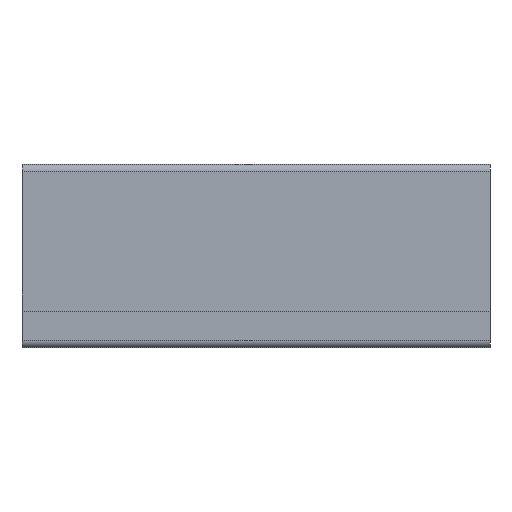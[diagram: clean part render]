
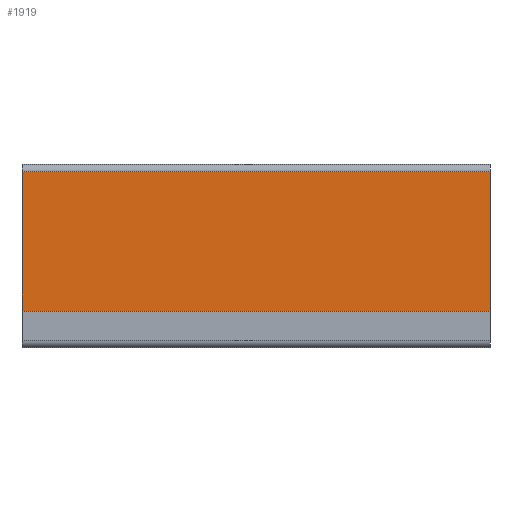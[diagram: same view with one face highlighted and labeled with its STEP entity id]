
A CAD part, front view. The second image highlights one B-rep face of the part: STEP entity #1919.
In plain terms, the highlighted planar face has unit normal (0, -1, 0).
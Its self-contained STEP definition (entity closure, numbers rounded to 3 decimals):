
#89 = PLANE('',#90);
#90 = AXIS2_PLACEMENT_3D('',#91,#92,#93);
#91 = CARTESIAN_POINT('',(-25.5,40.,0.));
#92 = DIRECTION('',(1.,0.,-0.));
#93 = DIRECTION('',(0.,-1.,0.));
#345 = VERTEX_POINT('',#346);
#346 = CARTESIAN_POINT('',(-25.5,-17.,19.2));
#365 = CYLINDRICAL_SURFACE('',#366,0.8);
#366 = AXIS2_PLACEMENT_3D('',#367,#368,#369);
#367 = CARTESIAN_POINT('',(-25.5,-16.2,19.2));
#368 = DIRECTION('',(1.,0.,0.));
#369 = DIRECTION('',(0.,-1.,-0.));
#377 = EDGE_CURVE('',#378,#345,#380,.T.);
#378 = VERTEX_POINT('',#379);
#379 = CARTESIAN_POINT('',(-25.5,-17.,4.));
#380 = SURFACE_CURVE('',#381,(#385,#392),.PCURVE_S1.);
#381 = LINE('',#382,#383);
#382 = CARTESIAN_POINT('',(-25.5,-17.,0.));
#383 = VECTOR('',#384,1.);
#384 = DIRECTION('',(0.,0.,1.));
#385 = PCURVE('',#89,#386);
#386 = DEFINITIONAL_REPRESENTATION('',(#387),#391);
#387 = LINE('',#388,#389);
#388 = CARTESIAN_POINT('',(57.,0.));
#389 = VECTOR('',#390,1.);
#390 = DIRECTION('',(0.,-1.));
#391 = ( GEOMETRIC_REPRESENTATION_CONTEXT(2) 
PARAMETRIC_REPRESENTATION_CONTEXT() REPRESENTATION_CONTEXT('2D SPACE',''
  ) );
#392 = PCURVE('',#393,#398);
#393 = PLANE('',#394);
#394 = AXIS2_PLACEMENT_3D('',#395,#396,#397);
#395 = CARTESIAN_POINT('',(-25.5,-17.,0.));
#396 = DIRECTION('',(0.,1.,0.));
#397 = DIRECTION('',(1.,0.,0.));
#398 = DEFINITIONAL_REPRESENTATION('',(#399),#403);
#399 = LINE('',#400,#401);
#400 = CARTESIAN_POINT('',(0.,0.));
#401 = VECTOR('',#402,1.);
#402 = DIRECTION('',(0.,-1.));
#403 = ( GEOMETRIC_REPRESENTATION_CONTEXT(2) 
PARAMETRIC_REPRESENTATION_CONTEXT() REPRESENTATION_CONTEXT('2D SPACE',''
  ) );
#421 = PLANE('',#422);
#422 = AXIS2_PLACEMENT_3D('',#423,#424,#425);
#423 = CARTESIAN_POINT('',(0.,0.,4.));
#424 = DIRECTION('',(0.,0.,1.));
#425 = DIRECTION('',(1.,0.,-0.));
#878 = PLANE('',#879);
#879 = AXIS2_PLACEMENT_3D('',#880,#881,#882);
#880 = CARTESIAN_POINT('',(25.5,-40.,0.));
#881 = DIRECTION('',(-1.,0.,0.));
#882 = DIRECTION('',(0.,1.,0.));
#1830 = VERTEX_POINT('',#1831);
#1831 = CARTESIAN_POINT('',(25.5,-17.,4.));
#1852 = EDGE_CURVE('',#1830,#378,#1853,.T.);
#1853 = SURFACE_CURVE('',#1854,(#1858,#1864),.PCURVE_S1.);
#1854 = LINE('',#1855,#1856);
#1855 = CARTESIAN_POINT('',(-12.75,-17.,4.));
#1856 = VECTOR('',#1857,1.);
#1857 = DIRECTION('',(-1.,0.,0.));
#1858 = PCURVE('',#421,#1859);
#1859 = DEFINITIONAL_REPRESENTATION('',(#1860),#1863);
#1860 = B_SPLINE_CURVE_WITH_KNOTS('',1,(#1861,#1862),.UNSPECIFIED.,.F.,
  .F.,(2,2),(-38.25,12.75),.PIECEWISE_BEZIER_KNOTS.);
#1861 = CARTESIAN_POINT('',(25.5,-17.));
#1862 = CARTESIAN_POINT('',(-25.5,-17.));
#1863 = ( GEOMETRIC_REPRESENTATION_CONTEXT(2) 
PARAMETRIC_REPRESENTATION_CONTEXT() REPRESENTATION_CONTEXT('2D SPACE',''
  ) );
#1864 = PCURVE('',#393,#1865);
#1865 = DEFINITIONAL_REPRESENTATION('',(#1866),#1869);
#1866 = B_SPLINE_CURVE_WITH_KNOTS('',1,(#1867,#1868),.UNSPECIFIED.,.F.,
  .F.,(2,2),(-38.25,12.75),.PIECEWISE_BEZIER_KNOTS.);
#1867 = CARTESIAN_POINT('',(51.,-4.));
#1868 = CARTESIAN_POINT('',(0.,-4.));
#1869 = ( GEOMETRIC_REPRESENTATION_CONTEXT(2) 
PARAMETRIC_REPRESENTATION_CONTEXT() REPRESENTATION_CONTEXT('2D SPACE',''
  ) );
#1919 = ADVANCED_FACE('',(#1920),#393,.F.);
#1920 = FACE_BOUND('',#1921,.F.);
#1921 = EDGE_LOOP('',(#1922,#1945,#1946,#1947));
#1922 = ORIENTED_EDGE('',*,*,#1923,.F.);
#1923 = EDGE_CURVE('',#1830,#1924,#1926,.T.);
#1924 = VERTEX_POINT('',#1925);
#1925 = CARTESIAN_POINT('',(25.5,-17.,19.2));
#1926 = SURFACE_CURVE('',#1927,(#1931,#1938),.PCURVE_S1.);
#1927 = LINE('',#1928,#1929);
#1928 = CARTESIAN_POINT('',(25.5,-17.,0.));
#1929 = VECTOR('',#1930,1.);
#1930 = DIRECTION('',(0.,0.,1.));
#1931 = PCURVE('',#393,#1932);
#1932 = DEFINITIONAL_REPRESENTATION('',(#1933),#1937);
#1933 = LINE('',#1934,#1935);
#1934 = CARTESIAN_POINT('',(51.,0.));
#1935 = VECTOR('',#1936,1.);
#1936 = DIRECTION('',(0.,-1.));
#1937 = ( GEOMETRIC_REPRESENTATION_CONTEXT(2) 
PARAMETRIC_REPRESENTATION_CONTEXT() REPRESENTATION_CONTEXT('2D SPACE',''
  ) );
#1938 = PCURVE('',#878,#1939);
#1939 = DEFINITIONAL_REPRESENTATION('',(#1940),#1944);
#1940 = LINE('',#1941,#1942);
#1941 = CARTESIAN_POINT('',(23.,0.));
#1942 = VECTOR('',#1943,1.);
#1943 = DIRECTION('',(0.,-1.));
#1944 = ( GEOMETRIC_REPRESENTATION_CONTEXT(2) 
PARAMETRIC_REPRESENTATION_CONTEXT() REPRESENTATION_CONTEXT('2D SPACE',''
  ) );
#1945 = ORIENTED_EDGE('',*,*,#1852,.T.);
#1946 = ORIENTED_EDGE('',*,*,#377,.T.);
#1947 = ORIENTED_EDGE('',*,*,#1948,.T.);
#1948 = EDGE_CURVE('',#345,#1924,#1949,.T.);
#1949 = SURFACE_CURVE('',#1950,(#1954,#1961),.PCURVE_S1.);
#1950 = LINE('',#1951,#1952);
#1951 = CARTESIAN_POINT('',(-25.5,-17.,19.2));
#1952 = VECTOR('',#1953,1.);
#1953 = DIRECTION('',(1.,0.,0.));
#1954 = PCURVE('',#393,#1955);
#1955 = DEFINITIONAL_REPRESENTATION('',(#1956),#1960);
#1956 = LINE('',#1957,#1958);
#1957 = CARTESIAN_POINT('',(0.,-19.2));
#1958 = VECTOR('',#1959,1.);
#1959 = DIRECTION('',(1.,0.));
#1960 = ( GEOMETRIC_REPRESENTATION_CONTEXT(2) 
PARAMETRIC_REPRESENTATION_CONTEXT() REPRESENTATION_CONTEXT('2D SPACE',''
  ) );
#1961 = PCURVE('',#365,#1962);
#1962 = DEFINITIONAL_REPRESENTATION('',(#1963),#1967);
#1963 = LINE('',#1964,#1965);
#1964 = CARTESIAN_POINT('',(-0.,0.));
#1965 = VECTOR('',#1966,1.);
#1966 = DIRECTION('',(-0.,1.));
#1967 = ( GEOMETRIC_REPRESENTATION_CONTEXT(2) 
PARAMETRIC_REPRESENTATION_CONTEXT() REPRESENTATION_CONTEXT('2D SPACE',''
  ) );
